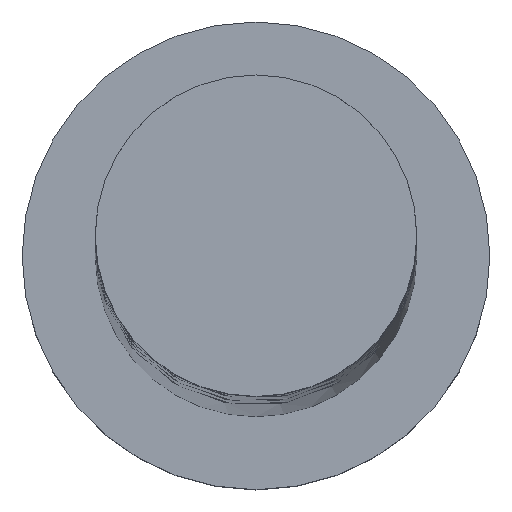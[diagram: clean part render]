
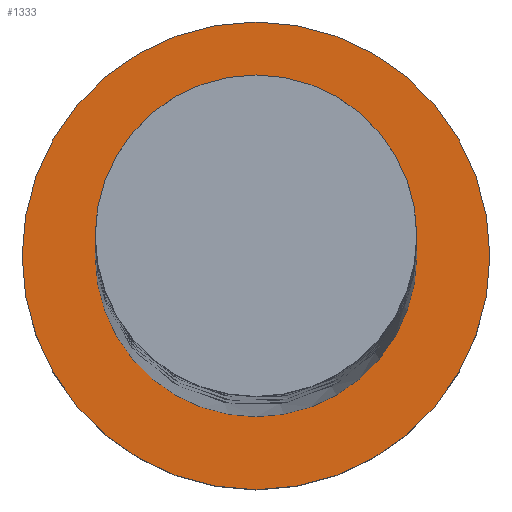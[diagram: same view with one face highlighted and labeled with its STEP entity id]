
A CAD part, top view. The second image highlights one B-rep face of the part: STEP entity #1333.
In plain terms, the highlighted planar face has unit normal (0, 0, 1).
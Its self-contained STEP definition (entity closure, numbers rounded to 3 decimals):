
#44 = AXIS2_PLACEMENT_3D ( 'NONE', #770, #158, #644 ) ;
#77 = AXIS2_PLACEMENT_3D ( 'NONE', #743, #1343, #589 ) ;
#109 = PLANE ( 'NONE',  #77 ) ;
#158 = DIRECTION ( 'NONE',  ( 0., 0., 1. ) ) ;
#163 = CARTESIAN_POINT ( 'NONE',  ( -5.5, 0., 5. ) ) ;
#209 = EDGE_CURVE ( 'NONE', #964, #1841, #986, .T. ) ;
#276 = AXIS2_PLACEMENT_3D ( 'NONE', #1943, #1170, #1009 ) ;
#298 = VERTEX_POINT ( 'NONE', #692 ) ;
#461 = DIRECTION ( 'NONE',  ( 1., 0., 0. ) ) ;
#472 = DIRECTION ( 'NONE',  ( 0., 0., 1. ) ) ;
#557 = CARTESIAN_POINT ( 'NONE',  ( 0., 0., 5. ) ) ;
#589 = DIRECTION ( 'NONE',  ( 1., 0., 0. ) ) ;
#644 = DIRECTION ( 'NONE',  ( 1., 0., 0. ) ) ;
#646 = VERTEX_POINT ( 'NONE', #163 ) ;
#671 = CIRCLE ( 'NONE', #276, 5.5 ) ;
#675 = DIRECTION ( 'NONE',  ( 0., 0., 1. ) ) ;
#678 = ORIENTED_EDGE ( 'NONE', *, *, #1554, .F. ) ;
#692 = CARTESIAN_POINT ( 'NONE',  ( 5.5, 0., 5. ) ) ;
#706 = DIRECTION ( 'NONE',  ( 1., 0., 0. ) ) ;
#743 = CARTESIAN_POINT ( 'NONE',  ( 0., 0., 5. ) ) ;
#770 = CARTESIAN_POINT ( 'NONE',  ( 0., 0., 5. ) ) ;
#779 = FACE_BOUND ( 'NONE', #1544, .T. ) ;
#959 = CIRCLE ( 'NONE', #1690, 5.5 ) ;
#962 = CARTESIAN_POINT ( 'NONE',  ( -8., 0., 5. ) ) ;
#964 = VERTEX_POINT ( 'NONE', #1359 ) ;
#986 = CIRCLE ( 'NONE', #44, 8. ) ;
#1009 = DIRECTION ( 'NONE',  ( 1., 0., 0. ) ) ;
#1020 = EDGE_CURVE ( 'NONE', #646, #298, #671, .T. ) ;
#1061 = ORIENTED_EDGE ( 'NONE', *, *, #1769, .T. ) ;
#1170 = DIRECTION ( 'NONE',  ( 0., 0., 1. ) ) ;
#1282 = ORIENTED_EDGE ( 'NONE', *, *, #1020, .F. ) ;
#1333 = ADVANCED_FACE ( 'NONE', ( #779, #1964 ), #109, .T. ) ;
#1343 = DIRECTION ( 'NONE',  ( 0., 0., 1. ) ) ;
#1359 = CARTESIAN_POINT ( 'NONE',  ( 8., 0., 5. ) ) ;
#1414 = CARTESIAN_POINT ( 'NONE',  ( 0., 0., 5. ) ) ;
#1470 = EDGE_LOOP ( 'NONE', ( #1061, #1695 ) ) ;
#1544 = EDGE_LOOP ( 'NONE', ( #1282, #678 ) ) ;
#1554 = EDGE_CURVE ( 'NONE', #298, #646, #959, .T. ) ;
#1690 = AXIS2_PLACEMENT_3D ( 'NONE', #557, #675, #706 ) ;
#1695 = ORIENTED_EDGE ( 'NONE', *, *, #209, .T. ) ;
#1763 = AXIS2_PLACEMENT_3D ( 'NONE', #1414, #472, #461 ) ;
#1769 = EDGE_CURVE ( 'NONE', #1841, #964, #1931, .T. ) ;
#1841 = VERTEX_POINT ( 'NONE', #962 ) ;
#1931 = CIRCLE ( 'NONE', #1763, 8. ) ;
#1943 = CARTESIAN_POINT ( 'NONE',  ( 0., 0., 5. ) ) ;
#1964 = FACE_OUTER_BOUND ( 'NONE', #1470, .T. ) ;
